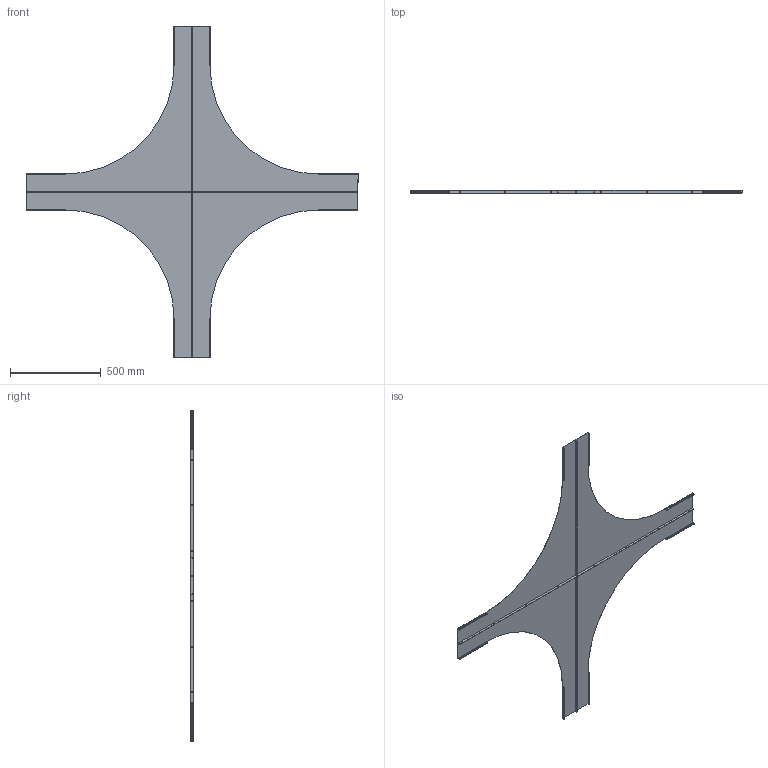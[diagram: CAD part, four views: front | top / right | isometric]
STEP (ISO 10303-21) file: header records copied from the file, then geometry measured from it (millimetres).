
FILE_DESCRIPTION (( 'STEP AP214' ), '1' );
FILE_NAME ('CKR05D200.STEP', '2021-03-17T10:20:37', ( '' ), ( '' ), 'SwSTEP 2.0', 'SolidWorks 2017', '' );
FILE_SCHEMA (( 'AUTOMOTIVE_DESIGN' ));
Length unit declared in the file: millimetre
Products named in the file (2): 岓臍 195.12.01 眈翴錪-01_200; CKR05D200
Assembly tree (4 placements, depth 2):
  CKR05D200
    岓臍 195.12.01 眈翴錪-01_200  x4
Bounding box: 1834 x 15.63 x 1834 mm (x, y, z)
Volume: 1347224.3 mm3; surface area: 2262616.4 mm2
Topology: 4 solids, 4 shells, 332 faces, 876 edges, 568 vertices
Faces by surface type: plane 232, cylinder 100
Entity records: 2697 total; most frequent: CARTESIAN_POINT 521, ORIENTED_EDGE 438, DIRECTION 437, EDGE_CURVE 219, LINE 153, VECTOR 153, AXIS2_PLACEMENT_3D 142, VERTEX_POINT 142
